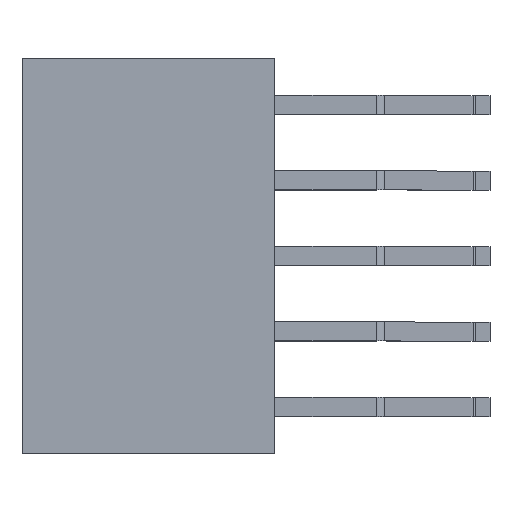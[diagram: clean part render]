
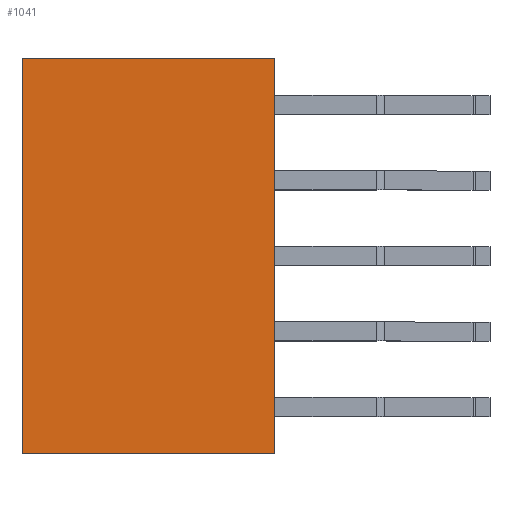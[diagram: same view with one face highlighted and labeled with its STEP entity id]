
A CAD part, top view. The second image highlights one B-rep face of the part: STEP entity #1041.
In plain terms, the highlighted planar face has unit normal (0, 0, 1).
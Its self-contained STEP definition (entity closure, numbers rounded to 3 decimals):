
#415=PLANE('',#14882);
#1041=ADVANCED_FACE('',(#1965),#415,.T.);
#1965=FACE_OUTER_BOUND('',#2705,.T.);
#2705=EDGE_LOOP('',(#8209,#8210,#8211,#8212));
#3809=LINE('',#21168,#5471);
#3913=LINE('',#21373,#5575);
#3914=LINE('',#21375,#5576);
#3915=LINE('',#21377,#5577);
#5471=VECTOR('',#17130,1.);
#5575=VECTOR('',#17298,1.);
#5576=VECTOR('',#17299,1.);
#5577=VECTOR('',#17300,1.);
#8209=ORIENTED_EDGE('',*,*,#12869,.F.);
#8210=ORIENTED_EDGE('',*,*,#12870,.T.);
#8211=ORIENTED_EDGE('',*,*,#12871,.F.);
#8212=ORIENTED_EDGE('',*,*,#12765,.T.);
#11133=VERTEX_POINT('',#21167);
#11134=VERTEX_POINT('',#21169);
#11203=VERTEX_POINT('',#21374);
#11204=VERTEX_POINT('',#21376);
#12765=EDGE_CURVE('',#11134,#11133,#3809,.T.);
#12869=EDGE_CURVE('',#11203,#11133,#3913,.T.);
#12870=EDGE_CURVE('',#11203,#11204,#3914,.T.);
#12871=EDGE_CURVE('',#11134,#11204,#3915,.T.);
#14882=AXIS2_PLACEMENT_3D('',#21378,#17301,#17302);
#17130=DIRECTION('',(1.,0.,0.));
#17298=DIRECTION('',(0.,-1.,0.));
#17299=DIRECTION('',(-1.,0.,0.));
#17300=DIRECTION('',(0.,1.,0.));
#17301=DIRECTION('',(0.,0.,1.));
#17302=DIRECTION('',(1.,0.,0.));
#21167=CARTESIAN_POINT('',(8.5,-10.46,2.54));
#21168=CARTESIAN_POINT('',(0.,-10.46,2.54));
#21169=CARTESIAN_POINT('',(0.,-10.46,2.54));
#21373=CARTESIAN_POINT('',(8.5,43.43,2.54));
#21374=CARTESIAN_POINT('',(8.5,2.84,2.54));
#21375=CARTESIAN_POINT('',(0.,2.84,2.54));
#21376=CARTESIAN_POINT('',(0.,2.84,2.54));
#21377=CARTESIAN_POINT('',(0.,43.43,2.54));
#21378=CARTESIAN_POINT('',(0.,43.43,2.54));
